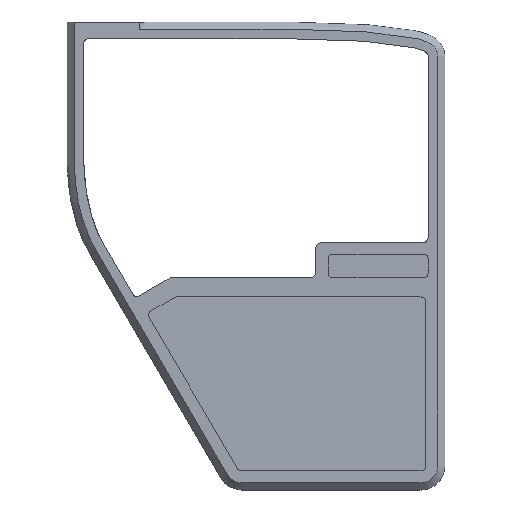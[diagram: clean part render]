
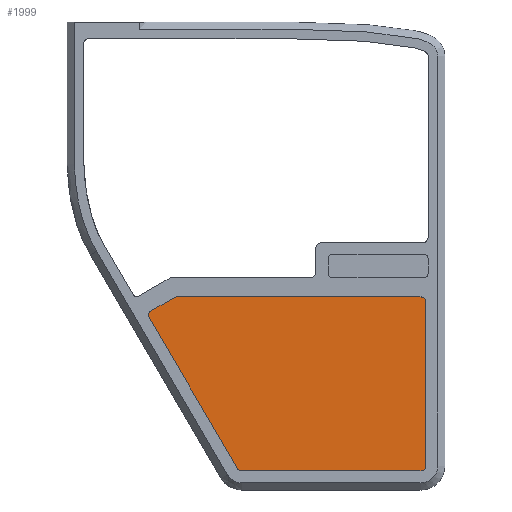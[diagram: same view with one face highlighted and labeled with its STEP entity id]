
A CAD part, top view. The second image highlights one B-rep face of the part: STEP entity #1999.
In plain terms, the highlighted planar face has unit normal (0, 0, 1).
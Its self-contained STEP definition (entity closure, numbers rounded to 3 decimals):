
#158=LINE('',#3381,#371);
#163=LINE('',#3395,#376);
#164=LINE('',#3397,#377);
#165=LINE('',#3401,#378);
#166=LINE('',#3405,#379);
#371=VECTOR('',#2508,10.);
#376=VECTOR('',#2521,10.);
#377=VECTOR('',#2522,10.);
#378=VECTOR('',#2525,10.);
#379=VECTOR('',#2528,10.);
#558=FACE_OUTER_BOUND('',#679,.T.);
#679=EDGE_LOOP('',(#1529,#1530,#1531,#1532,#1533,#1534,#1535,#1536,#1537,
#1538));
#786=CIRCLE('',#2159,2.);
#788=CIRCLE('',#2163,2.);
#790=CIRCLE('',#2166,2.);
#791=CIRCLE('',#2167,2.);
#792=CIRCLE('',#2168,2.);
#918=VERTEX_POINT('',#3371);
#919=VERTEX_POINT('',#3372);
#922=VERTEX_POINT('',#3380);
#924=VERTEX_POINT('',#3386);
#925=VERTEX_POINT('',#3387);
#928=VERTEX_POINT('',#3396);
#929=VERTEX_POINT('',#3398);
#930=VERTEX_POINT('',#3400);
#931=VERTEX_POINT('',#3402);
#932=VERTEX_POINT('',#3404);
#1143=EDGE_CURVE('',#918,#919,#786,.T.);
#1147=EDGE_CURVE('',#918,#922,#158,.T.);
#1150=EDGE_CURVE('',#924,#925,#788,.T.);
#1154=EDGE_CURVE('',#924,#919,#163,.T.);
#1155=EDGE_CURVE('',#928,#925,#164,.T.);
#1156=EDGE_CURVE('',#928,#929,#790,.T.);
#1157=EDGE_CURVE('',#930,#929,#165,.T.);
#1158=EDGE_CURVE('',#930,#931,#791,.T.);
#1159=EDGE_CURVE('',#932,#931,#166,.T.);
#1160=EDGE_CURVE('',#932,#922,#792,.T.);
#1529=ORIENTED_EDGE('',*,*,#1143,.T.);
#1530=ORIENTED_EDGE('',*,*,#1154,.F.);
#1531=ORIENTED_EDGE('',*,*,#1150,.T.);
#1532=ORIENTED_EDGE('',*,*,#1155,.F.);
#1533=ORIENTED_EDGE('',*,*,#1156,.T.);
#1534=ORIENTED_EDGE('',*,*,#1157,.F.);
#1535=ORIENTED_EDGE('',*,*,#1158,.T.);
#1536=ORIENTED_EDGE('',*,*,#1159,.F.);
#1537=ORIENTED_EDGE('',*,*,#1160,.T.);
#1538=ORIENTED_EDGE('',*,*,#1147,.F.);
#1905=PLANE('',#2165);
#1999=ADVANCED_FACE('',(#558),#1905,.F.);
#2159=AXIS2_PLACEMENT_3D('',#3373,#2500,#2501);
#2163=AXIS2_PLACEMENT_3D('',#3388,#2513,#2514);
#2165=AXIS2_PLACEMENT_3D('',#3394,#2519,#2520);
#2166=AXIS2_PLACEMENT_3D('',#3399,#2523,#2524);
#2167=AXIS2_PLACEMENT_3D('',#3403,#2526,#2527);
#2168=AXIS2_PLACEMENT_3D('',#3406,#2529,#2530);
#2500=DIRECTION('center_axis',(0.,0.,1.));
#2501=DIRECTION('ref_axis',(-0.498,-0.867,0.));
#2508=DIRECTION('',(-0.505,0.863,0.));
#2513=DIRECTION('center_axis',(0.,0.,1.));
#2514=DIRECTION('ref_axis',(0.707,-0.707,0.));
#2519=DIRECTION('center_axis',(0.,0.,-1.));
#2520=DIRECTION('ref_axis',(-1.,0.,0.));
#2521=DIRECTION('',(-1.,0.,0.));
#2522=DIRECTION('',(0.,-1.,0.));
#2523=DIRECTION('center_axis',(0.,0.,1.));
#2524=DIRECTION('ref_axis',(0.707,0.707,0.));
#2525=DIRECTION('',(1.,0.,0.));
#2526=DIRECTION('center_axis',(0.,0.,1.));
#2527=DIRECTION('ref_axis',(-0.259,0.966,0.));
#2528=DIRECTION('',(0.865,0.501,0.));
#2529=DIRECTION('center_axis',(0.,0.,1.));
#2530=DIRECTION('ref_axis',(-0.967,0.256,0.));
#3371=CARTESIAN_POINT('',(63.427,-179.521,10.));
#3372=CARTESIAN_POINT('',(65.154,-180.512,10.));
#3373=CARTESIAN_POINT('Origin',(65.154,-178.512,10.));
#3380=CARTESIAN_POINT('',(26.376,-116.144,10.));
#3381=CARTESIAN_POINT('',(39.268,-138.196,10.));
#3386=CARTESIAN_POINT('',(140.46,-180.512,10.));
#3387=CARTESIAN_POINT('',(142.46,-178.512,10.));
#3388=CARTESIAN_POINT('Origin',(140.46,-178.512,10.));
#3394=CARTESIAN_POINT('Origin',(83.911,-144.012,10.));
#3395=CARTESIAN_POINT('',(73.959,-180.512,10.));
#3396=CARTESIAN_POINT('',(142.46,-109.512,10.));
#3397=CARTESIAN_POINT('',(142.46,-162.262,10.));
#3398=CARTESIAN_POINT('',(140.46,-107.512,10.));
#3399=CARTESIAN_POINT('Origin',(140.46,-109.512,10.));
#3400=CARTESIAN_POINT('',(37.815,-107.512,10.));
#3401=CARTESIAN_POINT('',(113.186,-107.512,10.));
#3402=CARTESIAN_POINT('',(36.813,-107.781,10.));
#3403=CARTESIAN_POINT('Origin',(37.815,-109.512,10.));
#3404=CARTESIAN_POINT('',(27.101,-113.404,10.));
#3405=CARTESIAN_POINT('',(46.828,-101.983,10.));
#3406=CARTESIAN_POINT('Origin',(28.103,-115.135,10.));
